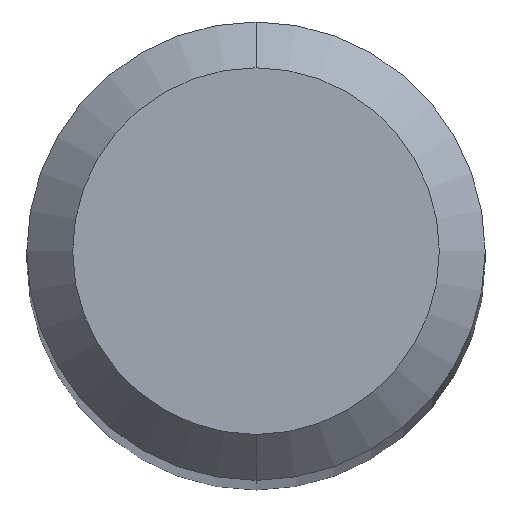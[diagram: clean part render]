
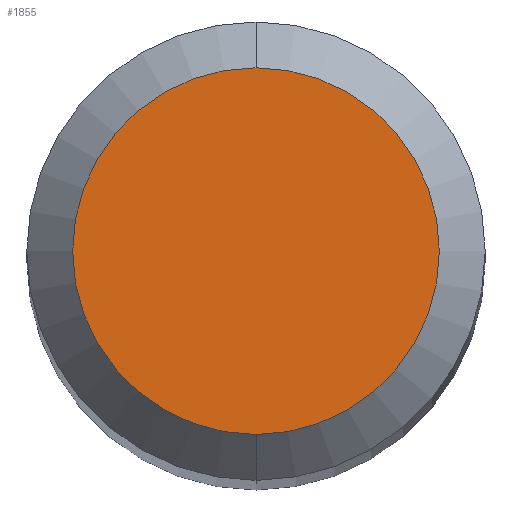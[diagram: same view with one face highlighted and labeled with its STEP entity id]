
A CAD part, top view. The second image highlights one B-rep face of the part: STEP entity #1855.
In plain terms, the highlighted planar face has unit normal (0, 0, 1).
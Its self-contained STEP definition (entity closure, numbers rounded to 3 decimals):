
#1163=EDGE_CURVE('',#1977,#2073,#2641,.T.);
#1263=EDGE_CURVE('',#2073,#1977,#2750,.T.);
#1855=ADVANCED_FACE('',(#3392),#3393,.T.);
#1977=VERTEX_POINT('',#3524);
#2073=VERTEX_POINT('',#3626);
#2641=CIRCLE('',#6086,1.2);
#2750=CIRCLE('',#6484,1.2);
#3392=FACE_OUTER_BOUND('',#9388,.T.);
#3393=PLANE('',#9389);
#3524=CARTESIAN_POINT('',(0.0,1.2,0.0));
#3626=CARTESIAN_POINT('',(0.,-1.2,0.0));
#6086=AXIS2_PLACEMENT_3D('',#11246,#11247,#11248);
#6484=AXIS2_PLACEMENT_3D('',#11368,#11369,#11370);
#9388=EDGE_LOOP('',(#12005,#12006));
#9389=AXIS2_PLACEMENT_3D('',#12007,#12008,#12009);
#11246=CARTESIAN_POINT('',(0.0,0.0,0.0));
#11247=DIRECTION('',(0.0,0.0,-1.0));
#11248=DIRECTION('',(0.0,1.0,0.0));
#11368=CARTESIAN_POINT('',(0.0,0.0,0.0));
#11369=DIRECTION('',(0.0,0.0,-1.0));
#11370=DIRECTION('',(0.0,1.0,0.0));
#12005=ORIENTED_EDGE('',*,*,#1163,.F.);
#12006=ORIENTED_EDGE('',*,*,#1263,.F.);
#12007=CARTESIAN_POINT('',(0.0,0.6,0.0));
#12008=DIRECTION('',(-0.0,0.0,1.0));
#12009=DIRECTION('',(0.0,-1.0,0.0));
